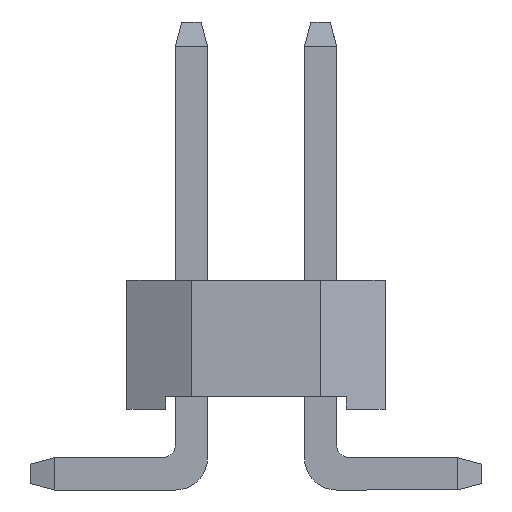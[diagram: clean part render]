
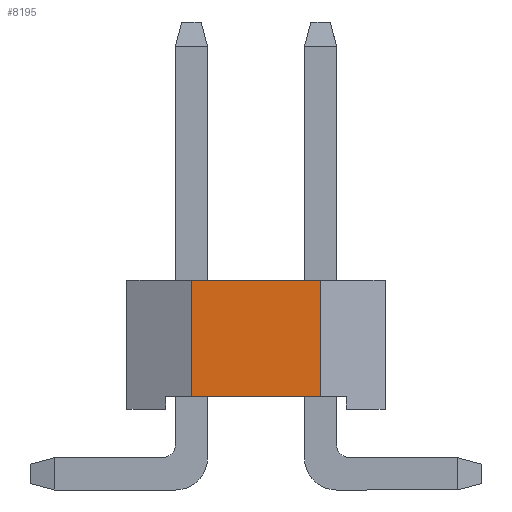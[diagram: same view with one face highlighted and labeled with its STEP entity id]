
A CAD part, left-side view. The second image highlights one B-rep face of the part: STEP entity #8195.
In plain terms, the highlighted planar face has unit normal (-1, 0, 0).
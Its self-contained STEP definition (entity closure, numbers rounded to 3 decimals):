
#644 = EDGE_CURVE ( 'NONE', #3333, #13901, #4676, .T. ) ;
#748 = FACE_OUTER_BOUND ( 'NONE', #7711, .T. ) ;
#1989 = PLANE ( 'NONE',  #17346 ) ;
#2061 = LINE ( 'NONE', #6611, #18100 ) ;
#3333 = VERTEX_POINT ( 'NONE', #8101 ) ;
#3658 = VERTEX_POINT ( 'NONE', #17072 ) ;
#4676 = LINE ( 'NONE', #10280, #12428 ) ;
#5745 = CARTESIAN_POINT ( 'NONE',  ( -41., 1., 2. ) ) ;
#6460 = EDGE_CURVE ( 'NONE', #13901, #3658, #14232, .T. ) ;
#6536 = DIRECTION ( 'NONE',  ( 0., 0., -1. ) ) ;
#6611 = CARTESIAN_POINT ( 'NONE',  ( -41., 1.4, 0.2 ) ) ;
#7138 = LINE ( 'NONE', #12917, #18411 ) ;
#7711 = EDGE_LOOP ( 'NONE', ( #15171, #17894, #11036, #16565 ) ) ;
#8101 = CARTESIAN_POINT ( 'NONE',  ( -41., 1., 0.2 ) ) ;
#8195 = ADVANCED_FACE ( 'NONE', ( #748 ), #1989, .F. ) ;
#9965 = CARTESIAN_POINT ( 'NONE',  ( -41., -2., 2. ) ) ;
#10280 = CARTESIAN_POINT ( 'NONE',  ( -41., 1., -1.5 ) ) ;
#11036 = ORIENTED_EDGE ( 'NONE', *, *, #13204, .T. ) ;
#11479 = DIRECTION ( 'NONE',  ( 0., -1., 0. ) ) ;
#11695 = DIRECTION ( 'NONE',  ( 0., 0., 1. ) ) ;
#12399 = DIRECTION ( 'NONE',  ( 0., 1., 0. ) ) ;
#12428 = VECTOR ( 'NONE', #11695, 1000. ) ;
#12917 = CARTESIAN_POINT ( 'NONE',  ( -41., -1., -1.5 ) ) ;
#13204 = EDGE_CURVE ( 'NONE', #15000, #3658, #7138, .T. ) ;
#13310 = EDGE_CURVE ( 'NONE', #15000, #3333, #2061, .T. ) ;
#13901 = VERTEX_POINT ( 'NONE', #5745 ) ;
#14232 = LINE ( 'NONE', #9965, #14775 ) ;
#14775 = VECTOR ( 'NONE', #11479, 1000. ) ;
#15000 = VERTEX_POINT ( 'NONE', #18567 ) ;
#15171 = ORIENTED_EDGE ( 'NONE', *, *, #644, .F. ) ;
#16411 = DIRECTION ( 'NONE',  ( 1., 0., 0. ) ) ;
#16505 = CARTESIAN_POINT ( 'NONE',  ( -41., -2., 2. ) ) ;
#16565 = ORIENTED_EDGE ( 'NONE', *, *, #6460, .F. ) ;
#17072 = CARTESIAN_POINT ( 'NONE',  ( -41., -1., 2. ) ) ;
#17346 = AXIS2_PLACEMENT_3D ( 'NONE', #16505, #16411, #6536 ) ;
#17894 = ORIENTED_EDGE ( 'NONE', *, *, #13310, .F. ) ;
#18100 = VECTOR ( 'NONE', #12399, 1000. ) ;
#18411 = VECTOR ( 'NONE', #18696, 1000. ) ;
#18567 = CARTESIAN_POINT ( 'NONE',  ( -41., -1., 0.2 ) ) ;
#18696 = DIRECTION ( 'NONE',  ( 0., 0., 1. ) ) ;
